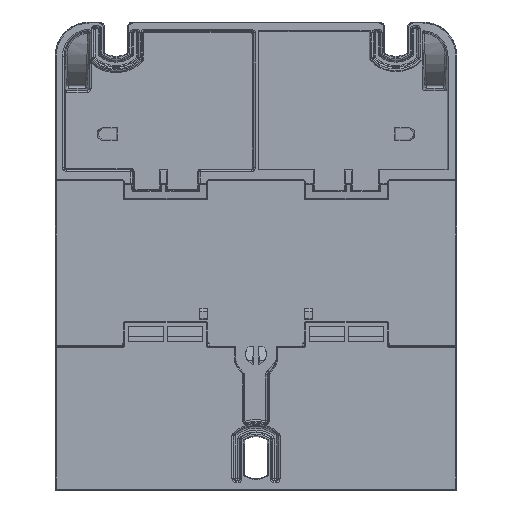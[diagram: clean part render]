
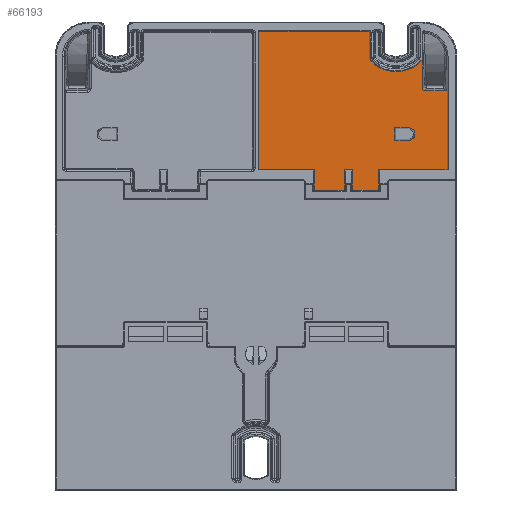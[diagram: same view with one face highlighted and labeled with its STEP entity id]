
A CAD part, front view. The second image highlights one B-rep face of the part: STEP entity #66193.
In plain terms, the highlighted planar face has unit normal (0, -1, 0).
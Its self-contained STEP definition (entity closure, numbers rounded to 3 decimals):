
#782=FACE_BOUND('',#9653,.T.);
#1758=CIRCLE('',#70624,9.5);
#1759=CIRCLE('',#70625,1.687);
#2770=ELLIPSE('',#68380,0.501,0.5);
#3088=ELLIPSE('',#70136,0.501,0.5);
#6272=FACE_OUTER_BOUND('',#9652,.T.);
#9652=EDGE_LOOP('',(#59668,#59669,#59670,#59671,#59672,#59673,#59674,#59675,
#59676,#59677,#59678,#59679,#59680,#59681,#59682,#59683,#59684,#59685));
#9653=EDGE_LOOP('',(#59686,#59687,#59688,#59689));
#14580=LINE('',#102349,#22648);
#14588=LINE('',#102370,#22656);
#14593=LINE('',#102395,#22661);
#15023=LINE('',#103299,#23091);
#15028=LINE('',#103316,#23096);
#15034=LINE('',#103329,#23102);
#15341=LINE('',#103921,#23409);
#16255=LINE('',#114436,#24323);
#17113=LINE('',#124858,#25181);
#17116=LINE('',#124871,#25184);
#17564=LINE('',#128238,#25632);
#17584=LINE('',#128277,#25652);
#17585=LINE('',#128279,#25653);
#17586=LINE('',#128280,#25654);
#17587=LINE('',#128283,#25655);
#17588=LINE('',#128286,#25656);
#17589=LINE('',#128288,#25657);
#17590=LINE('',#128291,#25658);
#22648=VECTOR('',#78988,10.);
#22656=VECTOR('',#79004,10.);
#22661=VECTOR('',#79015,10.);
#23091=VECTOR('',#79687,10.);
#23096=VECTOR('',#79702,10.);
#23102=VECTOR('',#79712,10.);
#23409=VECTOR('',#80087,10.);
#24323=VECTOR('',#82481,10.);
#25181=VECTOR('',#85023,10.);
#25184=VECTOR('',#85042,10.);
#25632=VECTOR('',#86444,10.);
#25652=VECTOR('',#86480,10.);
#25653=VECTOR('',#86483,10.);
#25654=VECTOR('',#86484,10.);
#25655=VECTOR('',#86487,10.);
#25656=VECTOR('',#86488,10.);
#25657=VECTOR('',#86489,10.);
#25658=VECTOR('',#86492,10.);
#30207=VERTEX_POINT('',#102345);
#30209=VERTEX_POINT('',#102348);
#30211=VERTEX_POINT('',#102354);
#30212=VERTEX_POINT('',#102355);
#30218=VERTEX_POINT('',#102369);
#30223=VERTEX_POINT('',#102391);
#30225=VERTEX_POINT('',#102394);
#30572=VERTEX_POINT('',#103298);
#30578=VERTEX_POINT('',#103313);
#30579=VERTEX_POINT('',#103315);
#30584=VERTEX_POINT('',#103327);
#30834=VERTEX_POINT('',#103918);
#30835=VERTEX_POINT('',#103920);
#31900=VERTEX_POINT('',#114432);
#32681=VERTEX_POINT('',#124856);
#32683=VERTEX_POINT('',#124867);
#32883=VERTEX_POINT('',#128237);
#32895=VERTEX_POINT('',#128281);
#32896=VERTEX_POINT('',#128284);
#32897=VERTEX_POINT('',#128285);
#32898=VERTEX_POINT('',#128287);
#32899=VERTEX_POINT('',#128289);
#38594=EDGE_CURVE('',#30207,#30209,#14580,.T.);
#38597=EDGE_CURVE('',#30211,#30212,#2770,.T.);
#38604=EDGE_CURVE('',#30218,#30209,#14588,.T.);
#38611=EDGE_CURVE('',#30223,#30225,#14593,.T.);
#39057=EDGE_CURVE('',#30572,#30218,#15023,.T.);
#39065=EDGE_CURVE('',#30578,#30579,#15028,.T.);
#39072=EDGE_CURVE('',#30578,#30584,#15034,.T.);
#39387=EDGE_CURVE('',#30834,#30835,#15341,.T.);
#40853=EDGE_CURVE('',#30211,#31900,#16255,.T.);
#42326=EDGE_CURVE('',#32681,#30207,#17113,.T.);
#42331=EDGE_CURVE('',#32681,#32683,#3088,.T.);
#42333=EDGE_CURVE('',#32683,#30212,#17116,.T.);
#42930=EDGE_CURVE('',#30572,#32883,#17564,.T.);
#42950=EDGE_CURVE('',#30579,#30223,#17584,.T.);
#42951=EDGE_CURVE('',#30584,#30835,#17585,.T.);
#42952=EDGE_CURVE('',#30834,#32883,#17586,.T.);
#42953=EDGE_CURVE('',#32895,#31900,#1758,.T.);
#42954=EDGE_CURVE('',#30225,#32895,#17587,.T.);
#42955=EDGE_CURVE('',#32896,#32897,#17588,.T.);
#42956=EDGE_CURVE('',#32897,#32898,#17589,.T.);
#42957=EDGE_CURVE('',#32898,#32899,#1759,.T.);
#42958=EDGE_CURVE('',#32896,#32899,#17590,.T.);
#59668=ORIENTED_EDGE('',*,*,#39065,.F.);
#59669=ORIENTED_EDGE('',*,*,#39072,.T.);
#59670=ORIENTED_EDGE('',*,*,#42951,.T.);
#59671=ORIENTED_EDGE('',*,*,#39387,.F.);
#59672=ORIENTED_EDGE('',*,*,#42952,.T.);
#59673=ORIENTED_EDGE('',*,*,#42930,.F.);
#59674=ORIENTED_EDGE('',*,*,#39057,.T.);
#59675=ORIENTED_EDGE('',*,*,#38604,.T.);
#59676=ORIENTED_EDGE('',*,*,#38594,.F.);
#59677=ORIENTED_EDGE('',*,*,#42326,.F.);
#59678=ORIENTED_EDGE('',*,*,#42331,.T.);
#59679=ORIENTED_EDGE('',*,*,#42333,.T.);
#59680=ORIENTED_EDGE('',*,*,#38597,.F.);
#59681=ORIENTED_EDGE('',*,*,#40853,.T.);
#59682=ORIENTED_EDGE('',*,*,#42953,.F.);
#59683=ORIENTED_EDGE('',*,*,#42954,.F.);
#59684=ORIENTED_EDGE('',*,*,#38611,.F.);
#59685=ORIENTED_EDGE('',*,*,#42950,.F.);
#59686=ORIENTED_EDGE('',*,*,#42955,.T.);
#59687=ORIENTED_EDGE('',*,*,#42956,.T.);
#59688=ORIENTED_EDGE('',*,*,#42957,.T.);
#59689=ORIENTED_EDGE('',*,*,#42958,.F.);
#63193=PLANE('',#70623);
#66193=ADVANCED_FACE('',(#6272,#782),#63193,.F.);
#68380=AXIS2_PLACEMENT_3D('',#102356,#78993,#78994);
#70136=AXIS2_PLACEMENT_3D('',#124868,#85037,#85038);
#70623=AXIS2_PLACEMENT_3D('',#128278,#86481,#86482);
#70624=AXIS2_PLACEMENT_3D('',#128282,#86485,#86486);
#70625=AXIS2_PLACEMENT_3D('',#128290,#86490,#86491);
#78988=DIRECTION('',(-1.,0.,0.));
#78993=DIRECTION('center_axis',(0.,-1.,0.));
#78994=DIRECTION('ref_axis',(-0.707,0.,-0.707));
#79004=DIRECTION('',(0.,0.,1.));
#79015=DIRECTION('',(1.,0.,0.));
#79687=DIRECTION('',(1.,0.,0.));
#79702=DIRECTION('',(-1.,0.,0.));
#79712=DIRECTION('',(0.,0.,-1.));
#80087=DIRECTION('',(0.,0.,-1.));
#82481=DIRECTION('',(0.,0.,1.));
#85023=DIRECTION('',(0.,0.,-1.));
#85037=DIRECTION('center_axis',(0.,1.,0.));
#85038=DIRECTION('ref_axis',(-0.707,0.,0.707));
#85042=DIRECTION('',(-1.,0.,0.));
#86444=DIRECTION('',(0.,0.,1.));
#86480=DIRECTION('',(0.,0.,1.));
#86481=DIRECTION('center_axis',(0.,1.,0.));
#86482=DIRECTION('ref_axis',(0.,0.,
1.));
#86483=DIRECTION('',(1.,0.,0.));
#86484=DIRECTION('',(1.,0.,0.));
#86485=DIRECTION('center_axis',(0.,-1.,0.));
#86486=DIRECTION('ref_axis',(1.,0.,0.));
#86487=DIRECTION('',(0.,0.,-1.));
#86488=DIRECTION('',(0.,0.,1.));
#86489=DIRECTION('',(1.,0.,0.));
#86490=DIRECTION('center_axis',(0.,1.,0.));
#86491=DIRECTION('ref_axis',(-1.,0.,0.));
#86492=DIRECTION('',(1.,0.,0.));
#102345=CARTESIAN_POINT('',(50.2,3.5,22.75));
#102348=CARTESIAN_POINT('',(32.25,3.5,22.75));
#102349=CARTESIAN_POINT('',(-25.901,3.5,22.75));
#102354=CARTESIAN_POINT('',(43.75,3.5,43.899));
#102355=CARTESIAN_POINT('',(44.249,3.5,43.4));
#102356=CARTESIAN_POINT('Origin',(44.251,3.5,43.901));
#102369=CARTESIAN_POINT('',(32.25,3.5,17.25));
#102370=CARTESIAN_POINT('',(32.25,3.5,16.269));
#102391=CARTESIAN_POINT('',(0.75,3.5,58.9));
#102394=CARTESIAN_POINT('',(29.75,3.5,58.9));
#102395=CARTESIAN_POINT('',(14.266,3.5,58.9));
#103298=CARTESIAN_POINT('',(25.253,3.5,17.25));
#103299=CARTESIAN_POINT('',(6.824,3.5,17.25));
#103313=CARTESIAN_POINT('',(15.25,3.5,22.75));
#103315=CARTESIAN_POINT('',(0.75,3.5,22.75));
#103316=CARTESIAN_POINT('',(-25.901,3.5,22.75));
#103327=CARTESIAN_POINT('',(15.25,3.5,17.25));
#103329=CARTESIAN_POINT('',(15.25,3.5,19.211));
#103918=CARTESIAN_POINT('',(23.253,3.5,22.75));
#103920=CARTESIAN_POINT('',(23.253,3.5,17.25));
#103921=CARTESIAN_POINT('',(23.253,3.5,16.269));
#114432=CARTESIAN_POINT('',(43.75,3.5,51.477));
#114436=CARTESIAN_POINT('',(43.75,3.5,37.382));
#124856=CARTESIAN_POINT('',(50.2,3.5,43.899));
#124858=CARTESIAN_POINT('',(50.2,3.5,18.55));
#124867=CARTESIAN_POINT('',(49.701,3.5,43.4));
#124868=CARTESIAN_POINT('Origin',(49.699,3.5,43.901));
#124871=CARTESIAN_POINT('',(21.297,3.5,43.4));
#128237=CARTESIAN_POINT('',(25.253,3.5,22.75));
#128238=CARTESIAN_POINT('',(25.253,3.5,19.211));
#128277=CARTESIAN_POINT('',(0.75,3.5,19.019));
#128278=CARTESIAN_POINT('Origin',(-1.409,3.5,15.481));
#128279=CARTESIAN_POINT('',(6.824,3.5,17.25));
#128280=CARTESIAN_POINT('',(10.826,3.5,22.75));
#128281=CARTESIAN_POINT('',(29.75,3.5,51.477));
#128282=CARTESIAN_POINT('Origin',(36.75,3.5,57.9));
#128283=CARTESIAN_POINT('',(29.75,3.5,33.383));
#128284=CARTESIAN_POINT('',(36.4,3.5,30.313));
#128285=CARTESIAN_POINT('',(36.4,3.5,33.687));
#128286=CARTESIAN_POINT('',(36.4,3.5,24.389));
#128287=CARTESIAN_POINT('',(40.,3.5,33.687));
#128288=CARTESIAN_POINT('',(19.373,3.5,33.687));
#128289=CARTESIAN_POINT('',(40.,3.5,30.313));
#128290=CARTESIAN_POINT('Origin',(40.,3.5,32.));
#128291=CARTESIAN_POINT('',(17.671,3.5,30.313));
